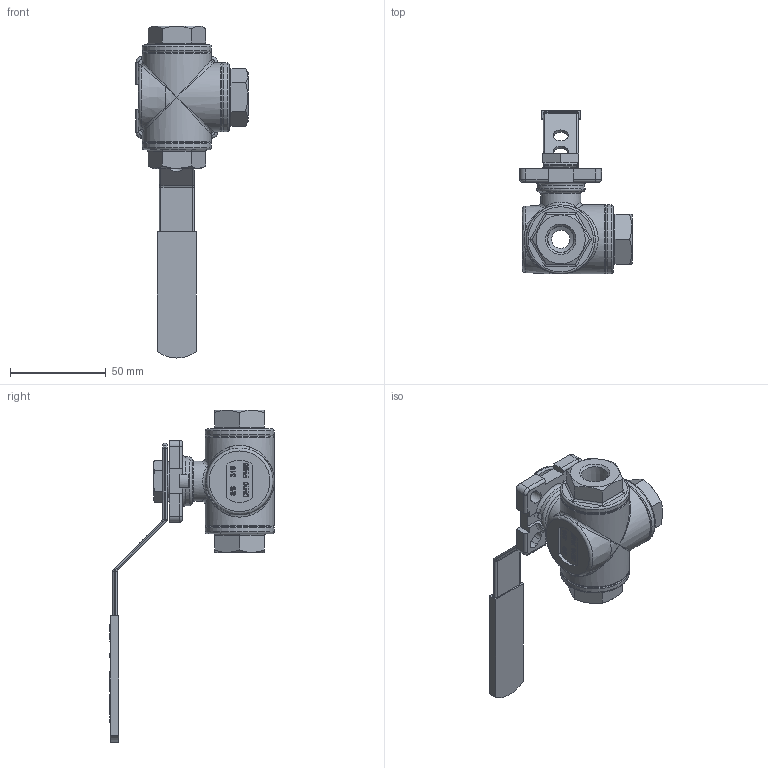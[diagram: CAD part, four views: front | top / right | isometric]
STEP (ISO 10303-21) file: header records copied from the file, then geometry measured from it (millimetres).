
FILE_DESCRIPTION(/* description */ ('Unknown'),/* implementation_level */ '2;1');
FILE_NAME(/* name */ '9339-02',/* time_stamp */ '2022-02-16T09:02:34+01:00',/* author */ ('Unknown'),/* organization */ ('Unknown'),/* preprocessor_version */ 'ST-DEVELOPER v16.7',/* originating_system */ 'Solid Edge',/* authorisation */ 'Unknown');
FILE_SCHEMA (('AUTOMOTIVE_DESIGN {1 0 10303 214 3 1 1}'));
Length unit declared in the file: millimetre
Products named in the file (9): 9339-02; Plasti Cover; Nut Stopper; CAP DN8; Body Gsake DN10; NUT M12_GB_FASTENER_NUT_SSFNTT M14X1.0-N; STEM; BODY DN8; Haddle
Assembly tree (13 placements, depth 2):
  9339-02
    Plasti Cover
    Nut Stopper
    CAP DN8  x3
    Body Gsake DN10  x3
    NUT M12_GB_FASTENER_NUT_SSFNTT M14X1.0-N  x2
    STEM
    BODY DN8
    Haddle
Bounding box: 58.5 x 85.67 x 173.27 mm (x, y, z)
Volume: 87895.7 mm3; surface area: 52302.5 mm2
Topology: 13 solids, 13 shells, 806 faces, 2008 edges, 1287 vertices
Faces by surface type: plane 420, bspline 152, cylinder 141, cone 52, torus 31, sphere 10
Full cylindrical faces by diameter (mm): 8 x2, 9.5 x3, 9.6 x1, 12 x4, 12.6 x2, 12.7 x1, 15.8 x1, 16 x1, 17.2 x1, 17.5 x3, 18.5 x1, 21 x1, 21.5 x1, 21.6 x1, 22.5 x3, 25.5 x1, 25.8 x1, 26.5 x3, 29 x6, 29.5 x3, 32.5 x3, 32.6 x3, 36 x6
Entity records: 34684 total; most frequent: CARTESIAN_POINT 18264, ORIENTED_EDGE 3508, DIRECTION 2838, EDGE_CURVE 1754, VERTEX_POINT 1172, LINE 1072, VECTOR 1072, AXIS2_PLACEMENT_3D 883
